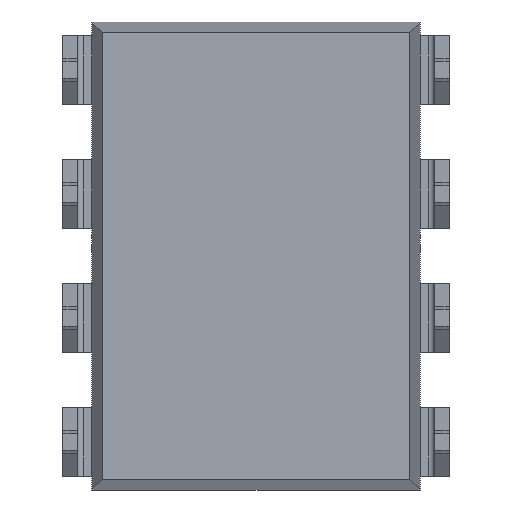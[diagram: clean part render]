
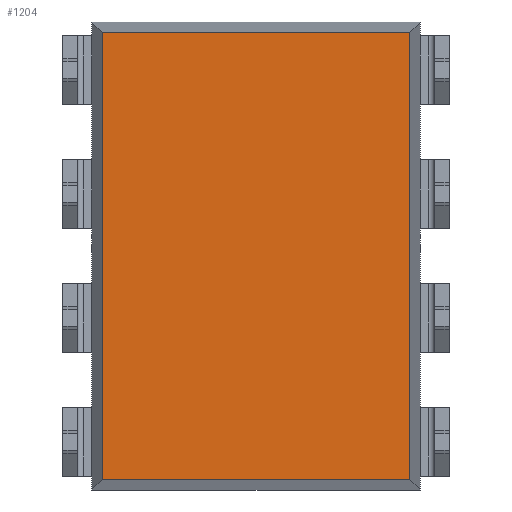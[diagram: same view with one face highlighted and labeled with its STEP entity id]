
A CAD part, front view. The second image highlights one B-rep face of the part: STEP entity #1204.
In plain terms, the highlighted planar face has unit normal (0, -1, 0).
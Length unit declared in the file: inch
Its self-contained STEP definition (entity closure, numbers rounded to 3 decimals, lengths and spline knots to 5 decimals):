
#27 = DIRECTION ( 'NONE',  ( 0., 0., -1. ) ) ;
#136 = CARTESIAN_POINT ( 'NONE',  ( 0.12404, 0.06, 0.18875 ) ) ;
#185 = CARTESIAN_POINT ( 'NONE',  ( -0.12404, 0.06, -0.18875 ) ) ;
#285 = EDGE_CURVE ( 'NONE', #3858, #3843, #4045, .T. ) ;
#510 = ORIENTED_EDGE ( 'NONE', *, *, #3630, .T. ) ;
#587 = DIRECTION ( 'NONE',  ( 1., 0., 0. ) ) ;
#597 = VECTOR ( 'NONE', #4440, 39.37008 ) ;
#1066 = CARTESIAN_POINT ( 'NONE',  ( -0.12404, 0.06, 0.18029 ) ) ;
#1204 = ADVANCED_FACE ( 'NONE', ( #3300 ), #1796, .T. ) ;
#1394 = VECTOR ( 'NONE', #1593, 39.37008 ) ;
#1593 = DIRECTION ( 'NONE',  ( 0., 0., 1. ) ) ;
#1659 = DIRECTION ( 'NONE',  ( 0., 0., -1. ) ) ;
#1702 = LINE ( 'NONE', #3165, #2388 ) ;
#1784 = CARTESIAN_POINT ( 'NONE',  ( 0.12404, 0.06, -0.18029 ) ) ;
#1796 = PLANE ( 'NONE',  #2047 ) ;
#1798 = CARTESIAN_POINT ( 'NONE',  ( 0.12404, 0.06, 0.18029 ) ) ;
#1814 = DIRECTION ( 'NONE',  ( 0., -1., 0. ) ) ;
#2047 = AXIS2_PLACEMENT_3D ( 'NONE', #3332, #1814, #27 ) ;
#2388 = VECTOR ( 'NONE', #587, 39.37008 ) ;
#2898 = CARTESIAN_POINT ( 'NONE',  ( -0.1325, 0.06, 0.18029 ) ) ;
#3014 = EDGE_CURVE ( 'NONE', #4614, #3858, #4153, .T. ) ;
#3099 = LINE ( 'NONE', #185, #4560 ) ;
#3159 = VERTEX_POINT ( 'NONE', #3677 ) ;
#3165 = CARTESIAN_POINT ( 'NONE',  ( 0.1325, 0.06, -0.18029 ) ) ;
#3300 = FACE_OUTER_BOUND ( 'NONE', #4250, .T. ) ;
#3332 = CARTESIAN_POINT ( 'NONE',  ( 0., 0.06, 0. ) ) ;
#3355 = ORIENTED_EDGE ( 'NONE', *, *, #285, .T. ) ;
#3417 = ORIENTED_EDGE ( 'NONE', *, *, #3014, .T. ) ;
#3630 = EDGE_CURVE ( 'NONE', #3159, #4614, #1702, .T. ) ;
#3677 = CARTESIAN_POINT ( 'NONE',  ( -0.12404, 0.06, -0.18029 ) ) ;
#3843 = VERTEX_POINT ( 'NONE', #1066 ) ;
#3858 = VERTEX_POINT ( 'NONE', #1798 ) ;
#4045 = LINE ( 'NONE', #2898, #597 ) ;
#4153 = LINE ( 'NONE', #136, #1394 ) ;
#4250 = EDGE_LOOP ( 'NONE', ( #4641, #510, #3417, #3355 ) ) ;
#4440 = DIRECTION ( 'NONE',  ( -1., 0., 0. ) ) ;
#4489 = EDGE_CURVE ( 'NONE', #3843, #3159, #3099, .T. ) ;
#4560 = VECTOR ( 'NONE', #1659, 39.37008 ) ;
#4614 = VERTEX_POINT ( 'NONE', #1784 ) ;
#4641 = ORIENTED_EDGE ( 'NONE', *, *, #4489, .T. ) ;
